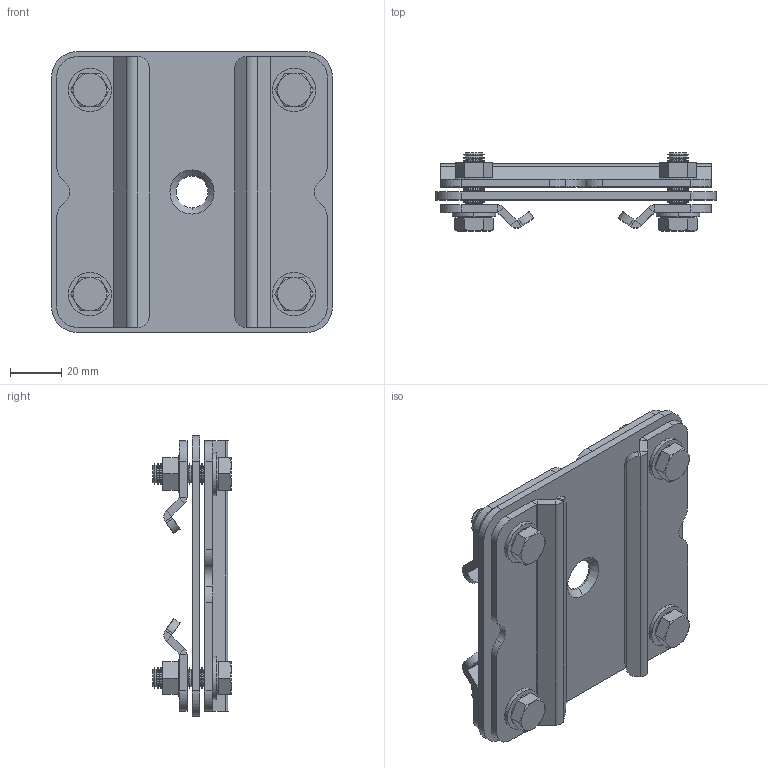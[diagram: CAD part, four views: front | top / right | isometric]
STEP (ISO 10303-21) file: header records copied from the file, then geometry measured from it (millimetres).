
FILE_DESCRIPTION (( 'STEP AP203' ), '1' );
FILE_NAME ('T85130.STEP', '2018-09-24T10:06:15', ( '' ), ( '' ), 'SwSTEP 2.0', 'SolidWorks 2016', '' );
FILE_SCHEMA (( 'CONFIG_CONTROL_DESIGN' ));
Length unit declared in the file: millimetre
Products named in the file (6): T85130; A Washer_Bright washer BS 4320 - M8 (Form A); TH2632; F936; TH2631; Hex Bolt_ISO 4016 - M8 x 25 x 25-WS
Assembly tree (17 placements, depth 2):
  T85130
    TH2631
    TH2632  x4
    F936  x4
    A Washer_Bright washer BS 4320 - M8 (Form A)  x4
    Hex Bolt_ISO 4016 - M8 x 25 x 25-WS  x4
Bounding box: 110 x 30.68 x 110 mm (x, y, z)
Volume: 92974.7 mm3; surface area: 70668.7 mm2
Topology: 17 solids, 17 shells, 1367 faces, 3543 edges, 2236 vertices
Faces by surface type: cylinder 534, plane 408, cone 338, bspline 87
Entity records: 22548 total; most frequent: CARTESIAN_POINT 8904, ORIENTED_EDGE 2736, DIRECTION 2530, EDGE_CURVE 1368, AXIS2_PLACEMENT_3D 894, VERTEX_POINT 880, VECTOR 742, LINE 742
